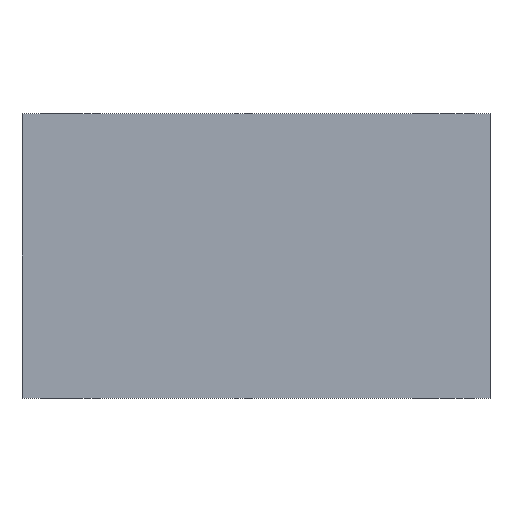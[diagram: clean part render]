
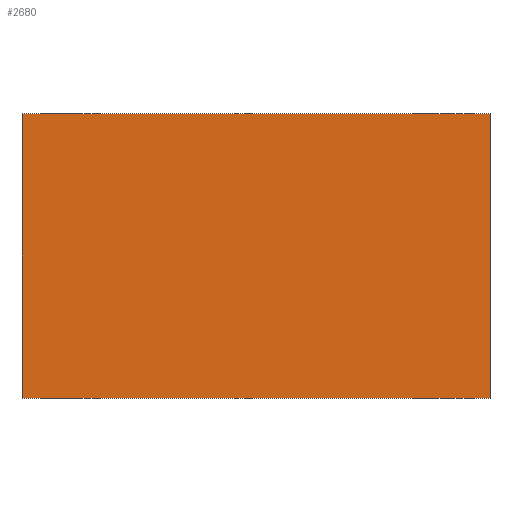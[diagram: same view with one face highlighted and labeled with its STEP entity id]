
A CAD part, front view. The second image highlights one B-rep face of the part: STEP entity #2680.
In plain terms, the highlighted planar face has unit normal (0, -1, 0).
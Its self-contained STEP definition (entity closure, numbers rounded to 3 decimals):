
#199=LINE('',#4034,#390);
#215=LINE('',#4085,#406);
#218=LINE('',#4376,#409);
#220=LINE('',#4383,#411);
#390=VECTOR('',#3218,1000.);
#406=VECTOR('',#3256,1000.);
#409=VECTOR('',#3305,1000.);
#411=VECTOR('',#3313,1000.);
#700=ORIENTED_EDGE('',*,*,#1446,.T.);
#701=ORIENTED_EDGE('',*,*,#1352,.F.);
#702=ORIENTED_EDGE('',*,*,#1442,.F.);
#703=ORIENTED_EDGE('',*,*,#1377,.T.);
#1352=EDGE_CURVE('',#1726,#1727,#199,.T.);
#1377=EDGE_CURVE('',#1751,#1750,#215,.T.);
#1442=EDGE_CURVE('',#1751,#1726,#218,.T.);
#1446=EDGE_CURVE('',#1750,#1727,#220,.T.);
#1726=VERTEX_POINT('',#4033);
#1727=VERTEX_POINT('',#4035);
#1750=VERTEX_POINT('',#4084);
#1751=VERTEX_POINT('',#4086);
#2114=EDGE_LOOP('',(#700,#701,#702,#703));
#2357=FACE_BOUND('',#2114,.T.);
#2576=PLANE('',#2908);
#2680=ADVANCED_FACE('',(#2357),#2576,.F.);
#2908=AXIS2_PLACEMENT_3D('',#4384,#3314,#3315);
#3218=DIRECTION('',(0.,0.,-1.));
#3256=DIRECTION('',(0.,0.,-1.));
#3305=DIRECTION('',(1.,0.,0.));
#3313=DIRECTION('',(1.,0.,0.));
#3314=DIRECTION('',(0.,1.,0.));
#3315=DIRECTION('',(0.,0.,1.));
#4033=CARTESIAN_POINT('',(25.,0.,15.2));
#4034=CARTESIAN_POINT('',(25.,0.,15.2));
#4035=CARTESIAN_POINT('',(25.,0.,-15.2));
#4084=CARTESIAN_POINT('',(-25.,0.,-15.2));
#4085=CARTESIAN_POINT('',(-25.,0.,15.2));
#4086=CARTESIAN_POINT('',(-25.,0.,15.2));
#4376=CARTESIAN_POINT('',(-25.,0.,15.2));
#4383=CARTESIAN_POINT('',(-25.,0.,-15.2));
#4384=CARTESIAN_POINT('',(-25.,0.,15.2));
